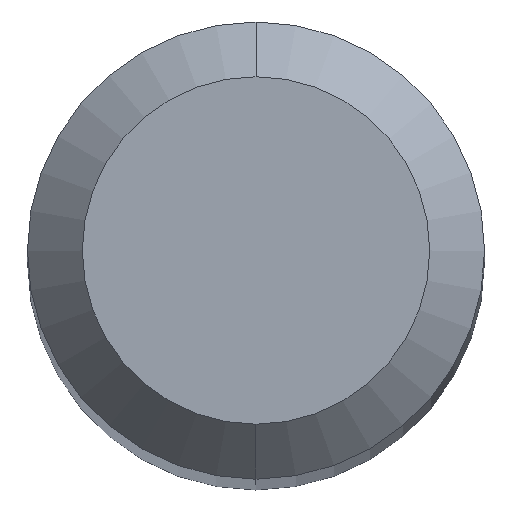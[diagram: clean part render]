
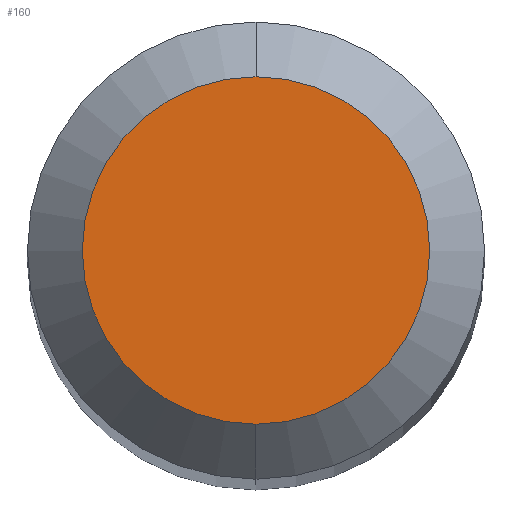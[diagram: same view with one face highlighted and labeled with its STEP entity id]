
A CAD part, top view. The second image highlights one B-rep face of the part: STEP entity #160.
In plain terms, the highlighted planar face has unit normal (0, 0, 1).
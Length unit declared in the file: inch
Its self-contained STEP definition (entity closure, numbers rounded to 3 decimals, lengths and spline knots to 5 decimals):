
#21 = VERTEX_POINT ( 'NONE', #308 ) ;
#27 = CARTESIAN_POINT ( 'NONE',  ( 0., -0.0475, 0. ) ) ;
#45 = EDGE_CURVE ( 'NONE', #21, #465, #236, .T. ) ;
#114 = AXIS2_PLACEMENT_3D ( 'NONE', #290, #492, #342 ) ;
#141 = DIRECTION ( 'NONE',  ( 0., -1., 0. ) ) ;
#160 = ADVANCED_FACE ( 'NONE', ( #184 ), #300, .F. ) ;
#184 = FACE_OUTER_BOUND ( 'NONE', #503, .T. ) ;
#185 = DIRECTION ( 'NONE',  ( 0., 0., 1. ) ) ;
#224 = CARTESIAN_POINT ( 'NONE',  ( 0., 0., 0. ) ) ;
#236 = CIRCLE ( 'NONE', #476, 0.0475 ) ;
#283 = ORIENTED_EDGE ( 'NONE', *, *, #448, .T. ) ;
#290 = CARTESIAN_POINT ( 'NONE',  ( 0., 0.0475, 0. ) ) ;
#300 = PLANE ( 'NONE',  #114 ) ;
#304 = ORIENTED_EDGE ( 'NONE', *, *, #45, .T. ) ;
#306 = AXIS2_PLACEMENT_3D ( 'NONE', #224, #185, #343 ) ;
#308 = CARTESIAN_POINT ( 'NONE',  ( 0., 0.0475, 0. ) ) ;
#342 = DIRECTION ( 'NONE',  ( 0., 1., 0. ) ) ;
#343 = DIRECTION ( 'NONE',  ( 0., -1., 0. ) ) ;
#344 = CARTESIAN_POINT ( 'NONE',  ( 0., 0., 0. ) ) ;
#418 = CIRCLE ( 'NONE', #306, 0.0475 ) ;
#427 = DIRECTION ( 'NONE',  ( 0., 0., 1. ) ) ;
#448 = EDGE_CURVE ( 'NONE', #465, #21, #418, .T. ) ;
#465 = VERTEX_POINT ( 'NONE', #27 ) ;
#476 = AXIS2_PLACEMENT_3D ( 'NONE', #344, #427, #141 ) ;
#492 = DIRECTION ( 'NONE',  ( 0., 0., -1. ) ) ;
#503 = EDGE_LOOP ( 'NONE', ( #304, #283 ) ) ;
